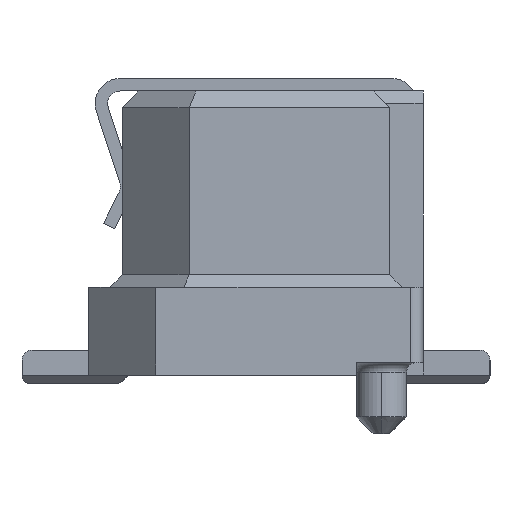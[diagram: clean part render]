
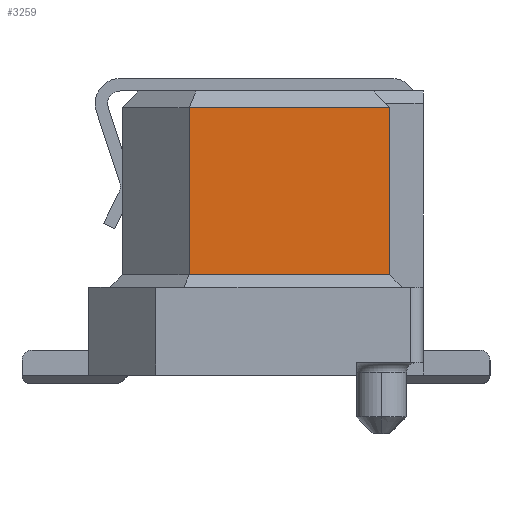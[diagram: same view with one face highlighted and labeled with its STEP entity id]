
A CAD part, left-side view. The second image highlights one B-rep face of the part: STEP entity #3259.
In plain terms, the highlighted planar face has unit normal (-1, 0, 0).
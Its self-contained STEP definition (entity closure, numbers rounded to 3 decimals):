
#85=CARTESIAN_POINT('',(-4.7,0.8,-0.2));
#86=VERTEX_POINT('',#85);
#116=CARTESIAN_POINT('',(-4.7,-1.6,-0.2));
#117=VERTEX_POINT('',#116);
#118=CARTESIAN_POINT('',(-4.7,0.8,-0.2));
#119=DIRECTION('',(0.,-1.,0.));
#120=VECTOR('',#119,2.4);
#121=LINE('',#118,#120);
#122=EDGE_CURVE('',#86,#117,#121,.T.);
#3218=CARTESIAN_POINT('',(-4.7,0.8,-2.2));
#3219=VERTEX_POINT('',#3218);
#3226=CARTESIAN_POINT('',(-4.7,0.8,-2.2));
#3227=DIRECTION('',(0.,0.,1.));
#3228=VECTOR('',#3227,2.);
#3229=LINE('',#3226,#3228);
#3230=EDGE_CURVE('',#3219,#86,#3229,.T.);
#3236=CARTESIAN_POINT('',(-4.7,-0.4,-1.2));
#3237=DIRECTION('',(0.,0.,-1.));
#3238=DIRECTION('',(-1.,-0.,-0.));
#3239=AXIS2_PLACEMENT_3D('',#3236,#3238,#3237);
#3240=PLANE('',#3239);
#3241=ORIENTED_EDGE('',*,*,#3230,.F.);
#3242=CARTESIAN_POINT('',(-4.7,-1.6,-2.2));
#3243=VERTEX_POINT('',#3242);
#3244=CARTESIAN_POINT('',(-4.7,0.8,-2.2));
#3245=DIRECTION('',(0.,-1.,0.));
#3246=VECTOR('',#3245,2.4);
#3247=LINE('',#3244,#3246);
#3248=EDGE_CURVE('',#3219,#3243,#3247,.T.);
#3249=ORIENTED_EDGE('E307',*,*,#3248,.T.);
#3250=CARTESIAN_POINT('',(-4.7,-1.6,-2.2));
#3251=DIRECTION('',(0.,0.,1.));
#3252=VECTOR('',#3251,2.);
#3253=LINE('',#3250,#3252);
#3254=EDGE_CURVE('',#3243,#117,#3253,.T.);
#3255=ORIENTED_EDGE('E308',*,*,#3254,.T.);
#3256=ORIENTED_EDGE('E308',*,*,#122,.F.);
#3257=EDGE_LOOP('',(#3241,#3249,#3255,#3256));
#3258=FACE_OUTER_BOUND('',#3257,.T.);
#3259=ADVANCED_FACE('F87',(#3258),#3240,.T.);
